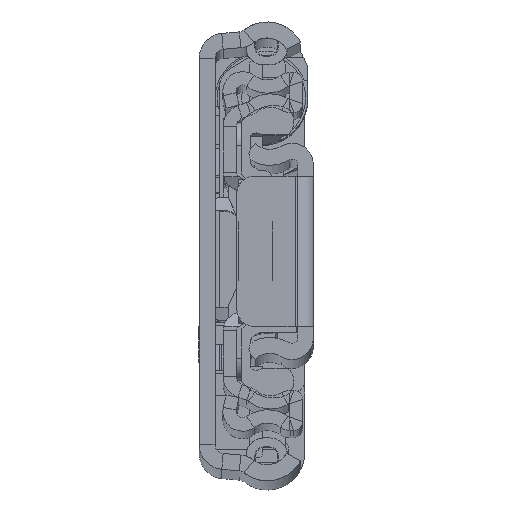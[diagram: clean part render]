
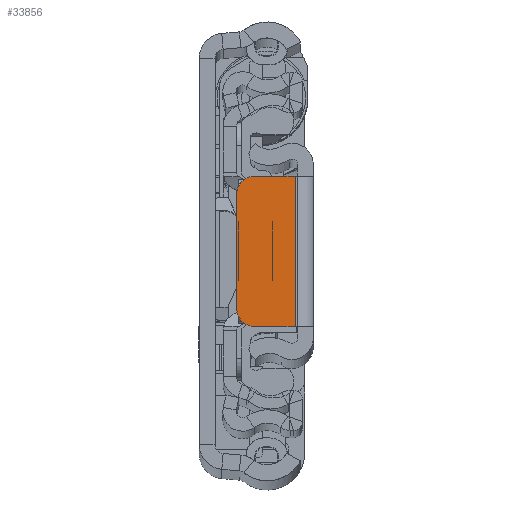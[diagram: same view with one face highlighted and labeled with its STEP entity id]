
A CAD part, top view. The second image highlights one B-rep face of the part: STEP entity #33856.
In plain terms, the highlighted planar face has unit normal (0, 0, 1).
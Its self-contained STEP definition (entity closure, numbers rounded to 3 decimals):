
#334 = EDGE_CURVE ( 'NONE', #4617, #42262, #9017, .T. ) ;
#434 = CARTESIAN_POINT ( 'NONE',  ( -6.65, -8.5, 0. ) ) ;
#742 = AXIS2_PLACEMENT_3D ( 'NONE', #5673, #34082, #19556 ) ;
#1434 = VERTEX_POINT ( 'NONE', #36318 ) ;
#1596 = ORIENTED_EDGE ( 'NONE', *, *, #5335, .T. ) ;
#2040 = DIRECTION ( 'NONE',  ( -1., 0., 0. ) ) ;
#3329 = CARTESIAN_POINT ( 'NONE',  ( 0., -8.5, 0. ) ) ;
#3375 = ORIENTED_EDGE ( 'NONE', *, *, #334, .T. ) ;
#4617 = VERTEX_POINT ( 'NONE', #43593 ) ;
#4671 = DIRECTION ( 'NONE',  ( 0., -1., 0. ) ) ;
#5209 = ORIENTED_EDGE ( 'NONE', *, *, #18573, .T. ) ;
#5335 = EDGE_CURVE ( 'NONE', #42262, #32709, #28093, .T. ) ;
#5455 = CARTESIAN_POINT ( 'NONE',  ( -6.65, -6.5, 0. ) ) ;
#5673 = CARTESIAN_POINT ( 'NONE',  ( 0., 0., 0. ) ) ;
#8499 = AXIS2_PLACEMENT_3D ( 'NONE', #11257, #25133, #38980 ) ;
#8572 = ORIENTED_EDGE ( 'NONE', *, *, #25214, .T. ) ;
#8876 = DIRECTION ( 'NONE',  ( 0., 0., 1. ) ) ;
#9017 = LINE ( 'NONE', #23548, #38001 ) ;
#10342 = VECTOR ( 'NONE', #30826, 1000. ) ;
#11257 = CARTESIAN_POINT ( 'NONE',  ( -6.65, 6.5, 0. ) ) ;
#14096 = EDGE_LOOP ( 'NONE', ( #5209, #37714, #8572, #35261, #3375, #1596 ) ) ;
#16993 = AXIS2_PLACEMENT_3D ( 'NONE', #5455, #8876, #2040 ) ;
#17079 = CARTESIAN_POINT ( 'NONE',  ( -8.65, 6.5, 0. ) ) ;
#17130 = EDGE_CURVE ( 'NONE', #1434, #43270, #36563, .T. ) ;
#17446 = DIRECTION ( 'NONE',  ( 1., 0., 0. ) ) ;
#18573 = EDGE_CURVE ( 'NONE', #32709, #1434, #23800, .T. ) ;
#19474 = DIRECTION ( 'NONE',  ( -1., 0., 0. ) ) ;
#19556 = DIRECTION ( 'NONE',  ( -1., 0., 0. ) ) ;
#23548 = CARTESIAN_POINT ( 'NONE',  ( 0., 8.5, 0. ) ) ;
#23800 = LINE ( 'NONE', #26781, #10342 ) ;
#24683 = PLANE ( 'NONE',  #742 ) ;
#25133 = DIRECTION ( 'NONE',  ( 0., 0., 1. ) ) ;
#25214 = EDGE_CURVE ( 'NONE', #43270, #34653, #41708, .T. ) ;
#25589 = CARTESIAN_POINT ( 'NONE',  ( -2.05, -8.5, 0. ) ) ;
#26480 = CARTESIAN_POINT ( 'NONE',  ( -6.65, 8.5, 0. ) ) ;
#26781 = CARTESIAN_POINT ( 'NONE',  ( -8.65, 0., 0. ) ) ;
#28093 = CIRCLE ( 'NONE', #8499, 2. ) ;
#30826 = DIRECTION ( 'NONE',  ( 0., -1., 0. ) ) ;
#30934 = CARTESIAN_POINT ( 'NONE',  ( -2.05, -8.5, 0. ) ) ;
#32709 = VERTEX_POINT ( 'NONE', #17079 ) ;
#33856 = ADVANCED_FACE ( 'NONE', ( #40861 ), #24683, .F. ) ;
#34082 = DIRECTION ( 'NONE',  ( 0., 0., -1. ) ) ;
#34653 = VERTEX_POINT ( 'NONE', #30934 ) ;
#35261 = ORIENTED_EDGE ( 'NONE', *, *, #36870, .F. ) ;
#35799 = LINE ( 'NONE', #25589, #38131 ) ;
#36318 = CARTESIAN_POINT ( 'NONE',  ( -8.65, -6.5, 0. ) ) ;
#36563 = CIRCLE ( 'NONE', #16993, 2. ) ;
#36870 = EDGE_CURVE ( 'NONE', #4617, #34653, #35799, .T. ) ;
#37714 = ORIENTED_EDGE ( 'NONE', *, *, #17130, .T. ) ;
#38001 = VECTOR ( 'NONE', #19474, 1000. ) ;
#38131 = VECTOR ( 'NONE', #4671, 1000. ) ;
#38980 = DIRECTION ( 'NONE',  ( -1., 0., 0. ) ) ;
#40861 = FACE_OUTER_BOUND ( 'NONE', #14096, .T. ) ;
#41708 = LINE ( 'NONE', #3329, #44838 ) ;
#42262 = VERTEX_POINT ( 'NONE', #26480 ) ;
#43270 = VERTEX_POINT ( 'NONE', #434 ) ;
#43593 = CARTESIAN_POINT ( 'NONE',  ( -2.05, 8.5, 0. ) ) ;
#44838 = VECTOR ( 'NONE', #17446, 1000. ) ;
